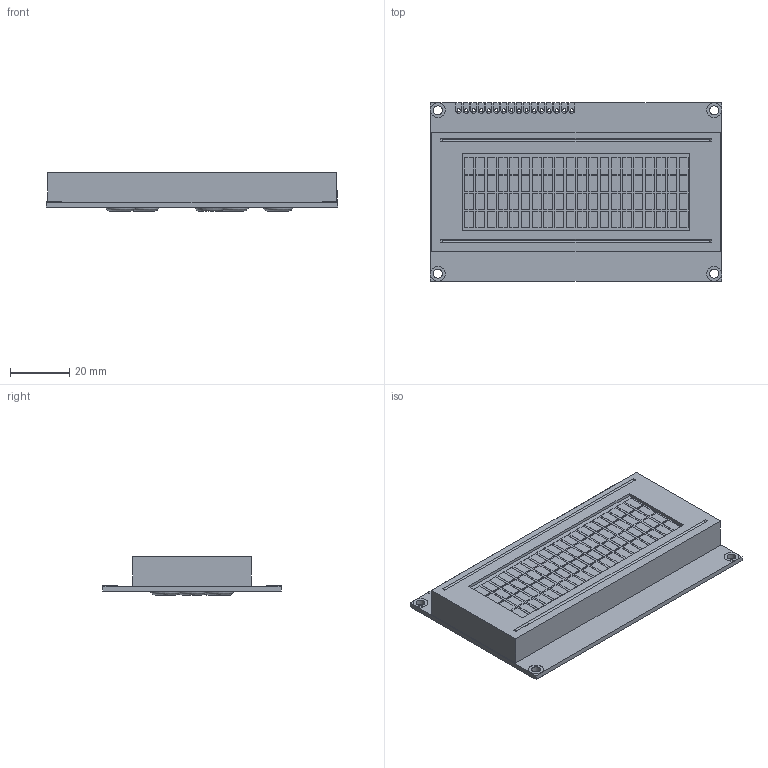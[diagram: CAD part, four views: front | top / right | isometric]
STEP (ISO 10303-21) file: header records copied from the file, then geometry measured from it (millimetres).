
FILE_DESCRIPTION(('HOOPS Exchange Step'),'2;1');
FILE_NAME('lcd-20x4-display-conversion.step','2024-11-02T19:55:18+00:00',('root'),('Unknown organisation'),'HOOPS Exchange 2024.3','HOOPS Exchange','Unknown authorisation');
FILE_SCHEMA( ('AP242_MANAGED_MODEL_BASED_3D_ENGINEERING_MIM_LF {1 0 10303 442 1 1 4 }') );
Length unit declared in the file: millimetre
Products named in the file (2): Default; lcd-20x4-display-step
Assembly tree (1 placements, depth 2):
  lcd-20x4-display-step
    Default
Bounding box: 98 x 60 x 13.1 mm (x, y, z)
Volume: 46788.6 mm3; surface area: 15624.6 mm2
Topology: 1 solids, 1 shells, 610 faces, 1977 edges, 2368 vertices
Faces by surface type: plane 541, cylinder 64, bspline 5
Full cylindrical faces by diameter (mm): 1 x16, 3 x4, 5 x8
Entity records: 23680 total; most frequent: CARTESIAN_POINT 5485, DIRECTION 3432, ORIENTED_EDGE 3084, VECTOR 1770, LINE 1770, EDGE_CURVE 1542, VERTEX_POINT 1023, STYLED_ITEM 945
